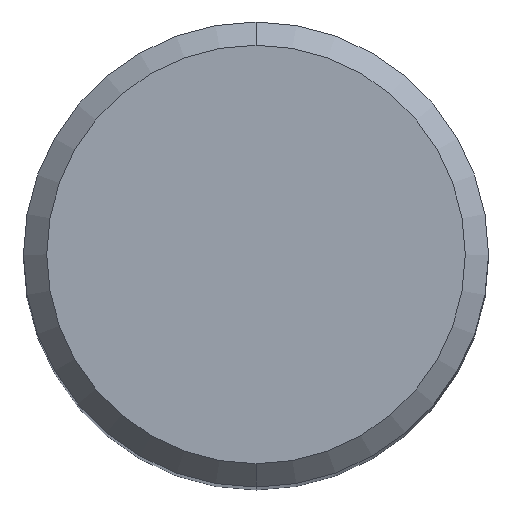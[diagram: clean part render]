
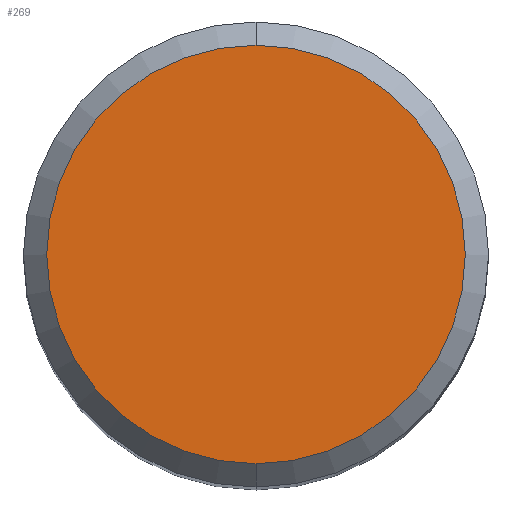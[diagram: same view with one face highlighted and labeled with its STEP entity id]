
A CAD part, top view. The second image highlights one B-rep face of the part: STEP entity #269.
In plain terms, the highlighted planar face has unit normal (0, 0, 1).
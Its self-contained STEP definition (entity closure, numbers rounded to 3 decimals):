
#179=VERTEX_POINT('',#471);
#191=EDGE_CURVE('',#235,#179,#484,.T.);
#211=EDGE_CURVE('',#179,#235,#504,.T.);
#235=VERTEX_POINT('',#531);
#269=ADVANCED_FACE('',(#566),#567,.T.);
#471=CARTESIAN_POINT('',(0.0,7.2,57.567));
#484=CIRCLE('',#802,7.2);
#504=CIRCLE('',#874,7.2);
#531=CARTESIAN_POINT('',(0.,-7.2,57.567));
#566=FACE_OUTER_BOUND('',#1014,.T.);
#567=PLANE('',#1015);
#802=AXIS2_PLACEMENT_3D('',#1432,#1433,#1434);
#874=AXIS2_PLACEMENT_3D('',#1444,#1445,#1446);
#1014=EDGE_LOOP('',(#1493,#1494));
#1015=AXIS2_PLACEMENT_3D('',#1495,#1496,#1497);
#1432=CARTESIAN_POINT('',(0.0,0.0,57.567));
#1433=DIRECTION('',(0.0,0.0,-1.0));
#1434=DIRECTION('',(0.0,1.0,0.0));
#1444=CARTESIAN_POINT('',(0.0,0.0,57.567));
#1445=DIRECTION('',(0.0,0.0,-1.0));
#1446=DIRECTION('',(0.0,1.0,0.0));
#1493=ORIENTED_EDGE('',*,*,#211,.F.);
#1494=ORIENTED_EDGE('',*,*,#191,.F.);
#1495=CARTESIAN_POINT('',(0.0,3.6,57.567));
#1496=DIRECTION('',(-0.0,0.0,1.0));
#1497=DIRECTION('',(0.0,-1.0,0.0));
